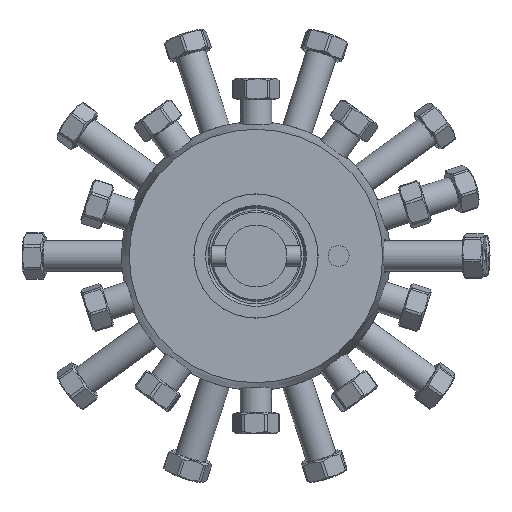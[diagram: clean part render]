
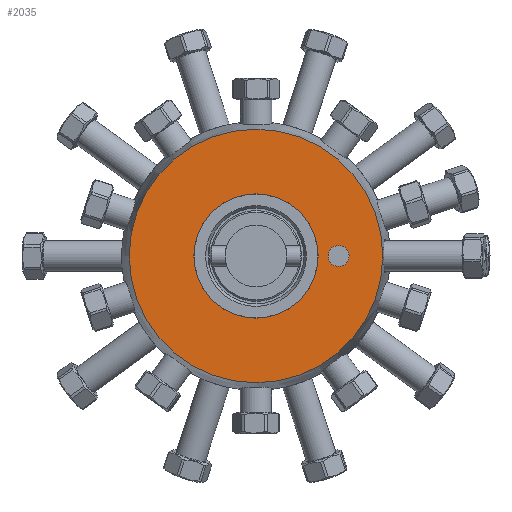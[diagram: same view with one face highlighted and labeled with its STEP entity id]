
A CAD part, left-side view. The second image highlights one B-rep face of the part: STEP entity #2035.
In plain terms, the highlighted planar face has unit normal (-1, 0, 0).
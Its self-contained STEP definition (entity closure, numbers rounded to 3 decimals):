
#1997=CARTESIAN_POINT('',(6.35,14.501,0.0));
#1998=DIRECTION('',(-1.0,0.0,0.0));
#1999=DIRECTION('',(0.0,0.0,1.0));
#2000=AXIS2_PLACEMENT_3D('',#1997,#1998,#1999);
#2001=PLANE('',#2000);
#2002=CARTESIAN_POINT('',(6.35,19.477,0.0));
#2003=VERTEX_POINT('',#2002);
#2004=CARTESIAN_POINT('',(6.35,0.0,0.0));
#2005=DIRECTION('',(1.0,0.0,0.0));
#2006=DIRECTION('',(0.0,1.0,0.0));
#2007=AXIS2_PLACEMENT_3D('',#2004,#2005,#2006);
#2008=CIRCLE('',#2007,19.477);
#2009=EDGE_CURVE('',#2003,#2003,#2008,.T.);
#2010=ORIENTED_EDGE('',*,*,#2009,.F.);
#2011=EDGE_LOOP('',(#2010));
#2012=FACE_OUTER_BOUND('',#2011,.T.);
#2013=CARTESIAN_POINT('',(6.35,9.555,0.));
#2014=VERTEX_POINT('',#2013);
#2015=CARTESIAN_POINT('',(6.35,0.0,0.0));
#2016=DIRECTION('',(-1.0,0.0,0.0));
#2017=DIRECTION('',(0.0,-1.0,0.0));
#2018=AXIS2_PLACEMENT_3D('',#2015,#2016,#2017);
#2019=CIRCLE('',#2018,9.555);
#2020=EDGE_CURVE('',#2014,#2014,#2019,.T.);
#2021=ORIENTED_EDGE('',*,*,#2020,.F.);
#2022=EDGE_LOOP('',(#2021));
#2023=FACE_BOUND('',#2022,.T.);
#2024=CARTESIAN_POINT('',(6.35,-12.7,1.607));
#2025=VERTEX_POINT('',#2024);
#2026=CARTESIAN_POINT('',(6.35,-12.7,0.));
#2027=DIRECTION('',(1.0,0.0,0.0));
#2028=DIRECTION('',(0.0,0.0,1.0));
#2029=AXIS2_PLACEMENT_3D('',#2026,#2027,#2028);
#2030=CIRCLE('',#2029,1.607);
#2031=EDGE_CURVE('',#2025,#2025,#2030,.T.);
#2032=ORIENTED_EDGE('',*,*,#2031,.T.);
#2033=EDGE_LOOP('',(#2032));
#2034=FACE_BOUND('',#2033,.T.);
#2035=ADVANCED_FACE('',(#2012,#2023,#2034),#2001,.T.);
